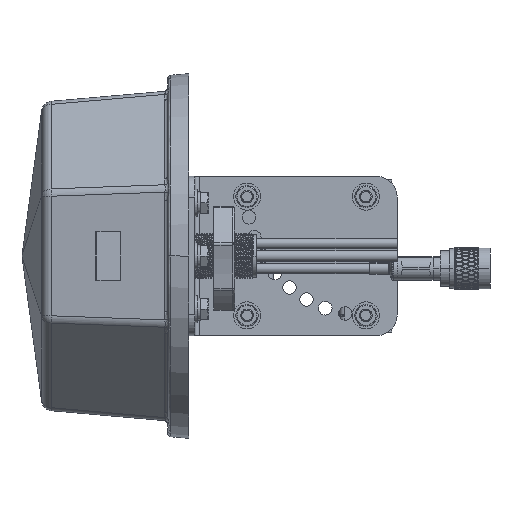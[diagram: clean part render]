
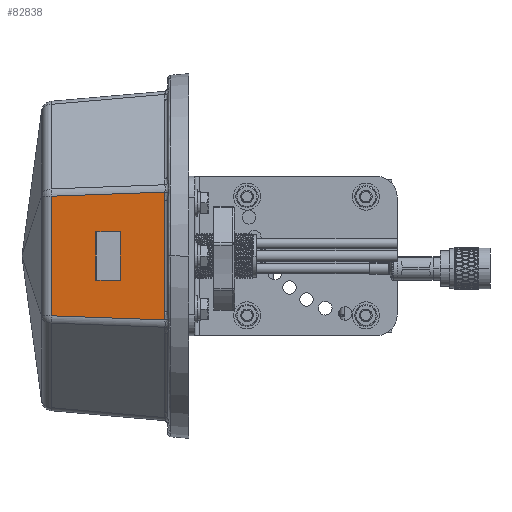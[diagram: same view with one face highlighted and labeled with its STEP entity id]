
A CAD part, left-side view. The second image highlights one B-rep face of the part: STEP entity #82838.
In plain terms, the highlighted planar face has unit normal (-0.996, 0.087, 0).
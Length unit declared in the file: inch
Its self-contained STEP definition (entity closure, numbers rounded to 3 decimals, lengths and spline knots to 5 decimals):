
#168 = CARTESIAN_POINT ( 'NONE',  ( -3.10939, 0.46234, 1.1421 ) ) ;
#690 = VERTEX_POINT ( 'NONE', #39532 ) ;
#6112 = VECTOR ( 'NONE', #96058, 39.37008 ) ;
#7027 = B_SPLINE_CURVE_WITH_KNOTS ( 'NONE', 3,
 ( #18648, #32547, #42891, #108920, #111074, #31810, #44350, #132461, #33269, #100090, #9082, #8359, #144910, #142760, #131751, #9787 ),
 .UNSPECIFIED., .F., .F.,
 ( 4, 2, 2, 1, 1, 1, 1, 2, 2, 4 ),
 ( 0., 0.25, 0.375, 0.4375, 0.46875, 0.48438, 0.49219, 0.49609, 0.5, 1. ),
 .UNSPECIFIED. ) ;
#8359 = CARTESIAN_POINT ( 'NONE',  ( -3.10931, 0.46317, -1.13013 ) ) ;
#8929 = DIRECTION ( 'NONE',  ( 0.087, 0.996, -0.036 ) ) ;
#9082 = CARTESIAN_POINT ( 'NONE',  ( -3.10931, 0.46319, -1.12983 ) ) ;
#9787 = CARTESIAN_POINT ( 'NONE',  ( -3.11002, 0.45504, -1.20698 ) ) ;
#10316 = DIRECTION ( 'NONE',  ( 0., 0., 1. ) ) ;
#11201 = CARTESIAN_POINT ( 'NONE',  ( -3.10955, 0.46039, 1.16441 ) ) ;
#11915 = CARTESIAN_POINT ( 'NONE',  ( -3.1095, 0.46103, 1.15773 ) ) ;
#12538 = EDGE_CURVE ( 'NONE', #127150, #690, #71092, .T. ) ;
#14068 = ORIENTED_EDGE ( 'NONE', *, *, #56720, .F. ) ;
#14940 = ORIENTED_EDGE ( 'NONE', *, *, #18733, .T. ) ;
#16564 = ORIENTED_EDGE ( 'NONE', *, *, #40044, .F. ) ;
#16907 = ORIENTED_EDGE ( 'NONE', *, *, #36270, .F. ) ;
#18182 = B_SPLINE_CURVE_WITH_KNOTS ( 'NONE', 3,
 ( #56736, #58188, #22940, #11201, #11915, #100771, #168, #45025, #124258, #102925, #34681, #47177, #123543, #67745, #136779, #101484 ),
 .UNSPECIFIED., .F., .F.,
 ( 4, 2, 2, 1, 1, 1, 1, 2, 2, 4 ),
 ( 0., 0.25, 0.375, 0.4375, 0.46875, 0.48438, 0.49219, 0.49609, 0.5, 1. ),
 .UNSPECIFIED. ) ;
#18266 = CARTESIAN_POINT ( 'NONE',  ( -2.99719, 1.75203, -0.45727 ) ) ;
#18648 = CARTESIAN_POINT ( 'NONE',  ( -3.1091, 0.46562, -1.05094 ) ) ;
#18678 = LINE ( 'NONE', #73727, #100326 ) ;
#18733 = EDGE_CURVE ( 'NONE', #75012, #59573, #64000, .T. ) ;
#21837 = CARTESIAN_POINT ( 'NONE',  ( -2.92351, 2.59901, -1.12972 ) ) ;
#22170 = LINE ( 'NONE', #88993, #78836 ) ;
#22940 = CARTESIAN_POINT ( 'NONE',  ( -3.10974, 0.45831, 1.1838 ) ) ;
#25474 = CARTESIAN_POINT ( 'NONE',  ( -3.03682, 1.29648, -0.45727 ) ) ;
#27025 = DIRECTION ( 'NONE',  ( 0.087, 0.996, 0. ) ) ;
#29220 = CARTESIAN_POINT ( 'NONE',  ( -2.92351, 2.59901, -1.12972 ) ) ;
#31810 = CARTESIAN_POINT ( 'NONE',  ( -3.10925, 0.46391, -1.11773 ) ) ;
#32547 = CARTESIAN_POINT ( 'NONE',  ( -3.1091, 0.46562, -1.06804 ) ) ;
#33269 = CARTESIAN_POINT ( 'NONE',  ( -3.1093, 0.46329, -1.12834 ) ) ;
#34681 = CARTESIAN_POINT ( 'NONE',  ( -3.10931, 0.46316, 1.13036 ) ) ;
#34925 = CARTESIAN_POINT ( 'NONE',  ( -3.11002, 0.45504, 1.20698 ) ) ;
#35817 = EDGE_CURVE ( 'NONE', #78289, #67192, #117346, .T. ) ;
#35879 = VERTEX_POINT ( 'NONE', #94617 ) ;
#36270 = EDGE_CURVE ( 'NONE', #75012, #35879, #18182, .T. ) ;
#36341 = LINE ( 'NONE', #125917, #130191 ) ;
#37078 = DIRECTION ( 'NONE',  ( -0.087, -0.996, 0. ) ) ;
#37324 = ORIENTED_EDGE ( 'NONE', *, *, #94282, .F. ) ;
#39532 = CARTESIAN_POINT ( 'NONE',  ( -2.99719, 1.75203, 0.45727 ) ) ;
#40044 = EDGE_CURVE ( 'NONE', #35879, #112191, #18678, .T. ) ;
#41104 = AXIS2_PLACEMENT_3D ( 'NONE', #66331, #55339, #88354 ) ;
#42891 = CARTESIAN_POINT ( 'NONE',  ( -3.10913, 0.4653, -1.08323 ) ) ;
#42902 = FACE_OUTER_BOUND ( 'NONE', #73923, .T. ) ;
#43632 = PLANE ( 'NONE',  #41104 ) ;
#43693 = CARTESIAN_POINT ( 'NONE',  ( -3.03682, 1.29648, 0.45727 ) ) ;
#44350 = CARTESIAN_POINT ( 'NONE',  ( -3.10927, 0.46369, -1.12179 ) ) ;
#45025 = CARTESIAN_POINT ( 'NONE',  ( -3.10935, 0.46279, 1.13582 ) ) ;
#47177 = CARTESIAN_POINT ( 'NONE',  ( -3.10931, 0.46319, 1.1299 ) ) ;
#49465 = ORIENTED_EDGE ( 'NONE', *, *, #82721, .F. ) ;
#52390 = ORIENTED_EDGE ( 'NONE', *, *, #35817, .T. ) ;
#53005 = CARTESIAN_POINT ( 'NONE',  ( -3.11002, 0.45504, 1.20698 ) ) ;
#55339 = DIRECTION ( 'NONE',  ( 0.996, -0.087, 0. ) ) ;
#56720 = EDGE_CURVE ( 'NONE', #690, #104031, #123309, .T. ) ;
#56736 = CARTESIAN_POINT ( 'NONE',  ( -3.11002, 0.45504, 1.20698 ) ) ;
#58188 = CARTESIAN_POINT ( 'NONE',  ( -3.10987, 0.45674, 1.19584 ) ) ;
#59573 = VERTEX_POINT ( 'NONE', #112118 ) ;
#64000 = LINE ( 'NONE', #53005, #127751 ) ;
#66127 = VECTOR ( 'NONE', #10316, 39.37008 ) ;
#66136 = CARTESIAN_POINT ( 'NONE',  ( -2.92351, 2.59901, -1.12972 ) ) ;
#66331 = CARTESIAN_POINT ( 'NONE',  ( -3.14961, 0., 1.5748 ) ) ;
#67192 = VERTEX_POINT ( 'NONE', #72641 ) ;
#67745 = CARTESIAN_POINT ( 'NONE',  ( -3.1092, 0.46441, 1.11084 ) ) ;
#71092 = LINE ( 'NONE', #115856, #109452 ) ;
#71140 = CARTESIAN_POINT ( 'NONE',  ( -3.1091, 0.46562, -1.05094 ) ) ;
#72641 = CARTESIAN_POINT ( 'NONE',  ( -3.11002, 0.45504, -1.20698 ) ) ;
#72913 = EDGE_CURVE ( 'NONE', #78289, #59573, #102777, .T. ) ;
#73014 = DIRECTION ( 'NONE',  ( 0., 0., -1. ) ) ;
#73727 = CARTESIAN_POINT ( 'NONE',  ( -3.1091, 0.46562, 1.05094 ) ) ;
#73923 = EDGE_LOOP ( 'NONE', ( #14940, #85533, #52390, #74316, #16564, #16907 ) ) ;
#74316 = ORIENTED_EDGE ( 'NONE', *, *, #118747, .F. ) ;
#75012 = VERTEX_POINT ( 'NONE', #34925 ) ;
#78289 = VERTEX_POINT ( 'NONE', #21837 ) ;
#78836 = VECTOR ( 'NONE', #102167, 39.37008 ) ;
#80700 = EDGE_LOOP ( 'NONE', ( #14068, #105791, #37324, #49465 ) ) ;
#82721 = EDGE_CURVE ( 'NONE', #104031, #84632, #36341, .T. ) ;
#82838 = ADVANCED_FACE ( 'NONE', ( #132473, #42902 ), #43632, .F. ) ;
#84632 = VERTEX_POINT ( 'NONE', #25474 ) ;
#85533 = ORIENTED_EDGE ( 'NONE', *, *, #72913, .F. ) ;
#88354 = DIRECTION ( 'NONE',  ( 0., 0., -1. ) ) ;
#88993 = CARTESIAN_POINT ( 'NONE',  ( -3.03682, 1.29648, -0.45727 ) ) ;
#94282 = EDGE_CURVE ( 'NONE', #84632, #127150, #22170, .T. ) ;
#94617 = CARTESIAN_POINT ( 'NONE',  ( -3.1091, 0.46562, 1.05094 ) ) ;
#96058 = DIRECTION ( 'NONE',  ( -0.087, -0.996, -0.036 ) ) ;
#99215 = VECTOR ( 'NONE', #110091, 39.37008 ) ;
#100090 = CARTESIAN_POINT ( 'NONE',  ( -3.10931, 0.46322, -1.12939 ) ) ;
#100326 = VECTOR ( 'NONE', #73014, 39.37008 ) ;
#100771 = CARTESIAN_POINT ( 'NONE',  ( -3.10942, 0.46192, 1.14737 ) ) ;
#101484 = CARTESIAN_POINT ( 'NONE',  ( -3.1091, 0.46562, 1.05094 ) ) ;
#102167 = DIRECTION ( 'NONE',  ( 0., 0., 1. ) ) ;
#102777 = LINE ( 'NONE', #66136, #66127 ) ;
#102925 = CARTESIAN_POINT ( 'NONE',  ( -3.10932, 0.46311, 1.13104 ) ) ;
#104031 = VERTEX_POINT ( 'NONE', #18266 ) ;
#105791 = ORIENTED_EDGE ( 'NONE', *, *, #12538, .F. ) ;
#108920 = CARTESIAN_POINT ( 'NONE',  ( -3.10919, 0.46461, -1.10311 ) ) ;
#109452 = VECTOR ( 'NONE', #27025, 39.37008 ) ;
#110091 = DIRECTION ( 'NONE',  ( 0., 0., -1. ) ) ;
#111074 = CARTESIAN_POINT ( 'NONE',  ( -3.10921, 0.46434, -1.10925 ) ) ;
#112118 = CARTESIAN_POINT ( 'NONE',  ( -2.92351, 2.59901, 1.12972 ) ) ;
#112191 = VERTEX_POINT ( 'NONE', #71140 ) ;
#115856 = CARTESIAN_POINT ( 'NONE',  ( -2.99719, 1.75203, 0.45727 ) ) ;
#117346 = LINE ( 'NONE', #29220, #6112 ) ;
#118747 = EDGE_CURVE ( 'NONE', #112191, #67192, #7027, .T. ) ;
#123309 = LINE ( 'NONE', #144639, #99215 ) ;
#123543 = CARTESIAN_POINT ( 'NONE',  ( -3.10931, 0.46321, 1.12958 ) ) ;
#124258 = CARTESIAN_POINT ( 'NONE',  ( -3.10933, 0.46301, 1.13264 ) ) ;
#125917 = CARTESIAN_POINT ( 'NONE',  ( -2.99719, 1.75203, -0.45727 ) ) ;
#127150 = VERTEX_POINT ( 'NONE', #43693 ) ;
#127751 = VECTOR ( 'NONE', #8929, 39.37008 ) ;
#130191 = VECTOR ( 'NONE', #37078, 39.37008 ) ;
#131751 = CARTESIAN_POINT ( 'NONE',  ( -3.10973, 0.4584, -1.18496 ) ) ;
#132461 = CARTESIAN_POINT ( 'NONE',  ( -3.10929, 0.46342, -1.12621 ) ) ;
#132473 = FACE_BOUND ( 'NONE', #80700, .T. ) ;
#136779 = CARTESIAN_POINT ( 'NONE',  ( -3.1091, 0.46562, 1.08465 ) ) ;
#142760 = CARTESIAN_POINT ( 'NONE',  ( -3.10948, 0.46127, -1.15942 ) ) ;
#144639 = CARTESIAN_POINT ( 'NONE',  ( -2.99719, 1.75203, -0.45727 ) ) ;
#144910 = CARTESIAN_POINT ( 'NONE',  ( -3.10931, 0.46317, -1.13019 ) ) ;
